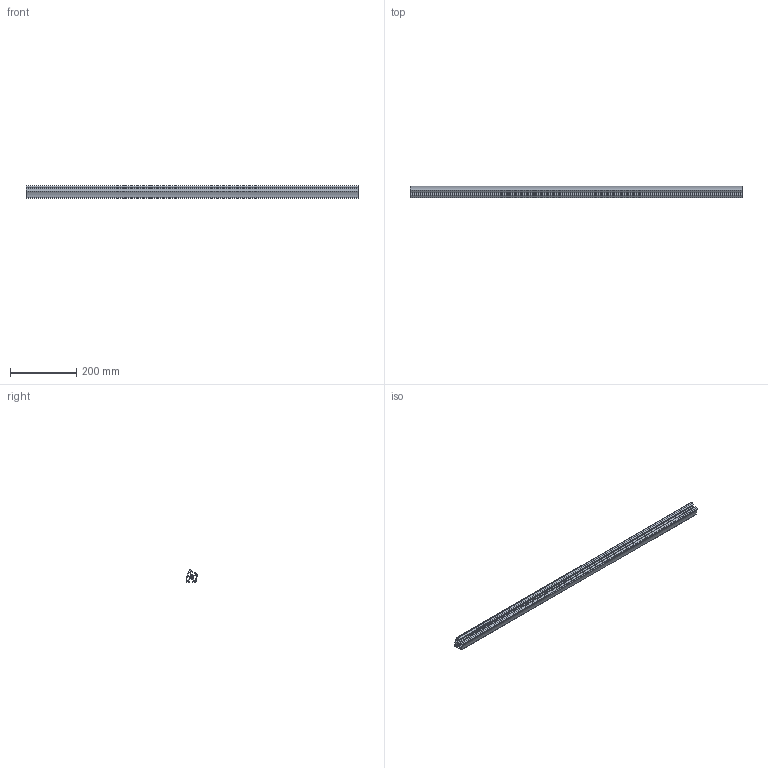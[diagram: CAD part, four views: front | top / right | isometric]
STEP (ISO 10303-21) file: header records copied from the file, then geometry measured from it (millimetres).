
FILE_DESCRIPTION(('STEP AP214'),'1');
FILE_NAME('cctmp_87846278-66A0-44B5-9926-CBC3D0E52648_2020_1_20_9_39_19_229..stp','2020-01-20T08:39:19',('Bosch Rexroth AG'),('CADClick - www.CADClick.com'),'Spatial InterOp 3D',' ','unknown authorization - (Healing Option Enabled)');
FILE_SCHEMA(('AUTOMOTIVE_DESIGN'));
Length unit declared in the file: millimetre
Products named in the file (1): 2020_01_20__09-39-19-229
Bounding box: 1000 x 35.3 x 36.75 mm (x, y, z)
Volume: 363623.5 mm3; surface area: 358610.1 mm2
Topology: 1 solids, 1 shells, 76 faces, 222 edges, 148 vertices
Faces by surface type: plane 60, cylinder 16
Entity records: 3146 total; most frequent: CARTESIAN_POINT 447, ORIENTED_EDGE 444, DIRECTION 408, EDGE_CURVE 222, LINE 190, VECTOR 190, VERTEX_POINT 148, AXIS2_PLACEMENT_3D 109
